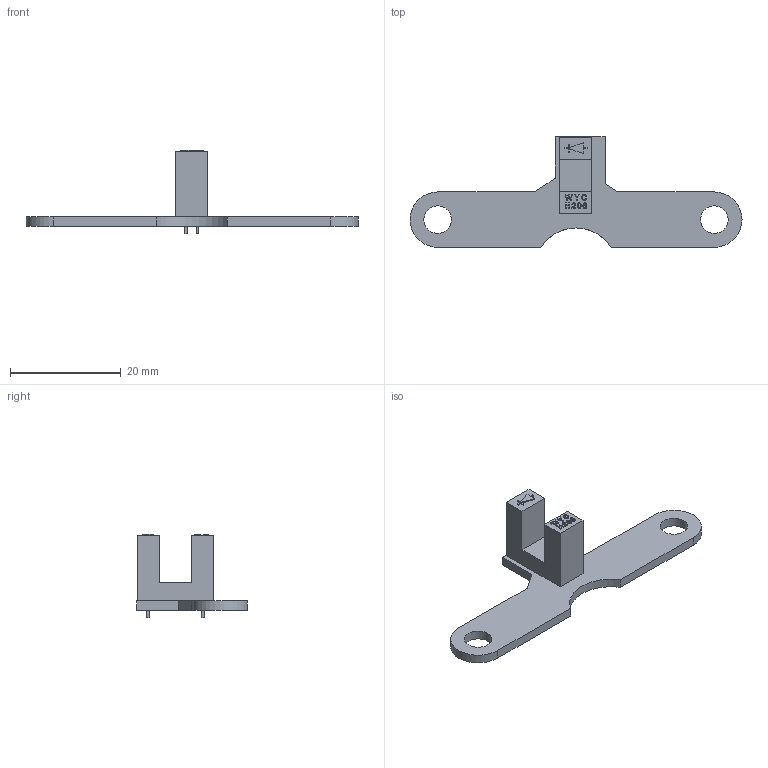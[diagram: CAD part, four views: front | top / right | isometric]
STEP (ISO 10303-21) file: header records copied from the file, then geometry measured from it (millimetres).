
FILE_DESCRIPTION(('Open CASCADE Model'),'2;1');
FILE_NAME('Open CASCADE Shape Model','2015-12-27T17:17:47',('Author'),( 'Open CASCADE'),'Open CASCADE STEP processor 6.8','Open CASCADE 6.8' ,'Unknown');
FILE_SCHEMA(('AUTOMOTIVE_DESIGN { 1 0 10303 214 1 1 1 1 }'));
Length unit declared in the file: millimetre
Products named in the file (4): PCB; Board; U1; OPTO-H206
Assembly tree (3 placements, depth 3):
  PCB
    Board
    U1
      OPTO-H206
Bounding box: 60 x 20 x 15 mm (x, y, z)
Volume: 1681.4 mm3; surface area: 2186.9 mm2
Topology: 2 solids, 2 shells, 167 faces, 447 edges, 298 vertices
Faces by surface type: plane 108, bspline 50, cylinder 9
Full cylindrical faces by diameter (mm): 0.8 x4, 5 x2
Entity records: 17377 total; most frequent: CARTESIAN_POINT 8772, DIRECTION 1297, LINE 1005, VECTOR 1005, ORIENTED_EDGE 894, PCURVE 894, DEFINITIONAL_REPRESENTATION 894, EDGE_CURVE 447
